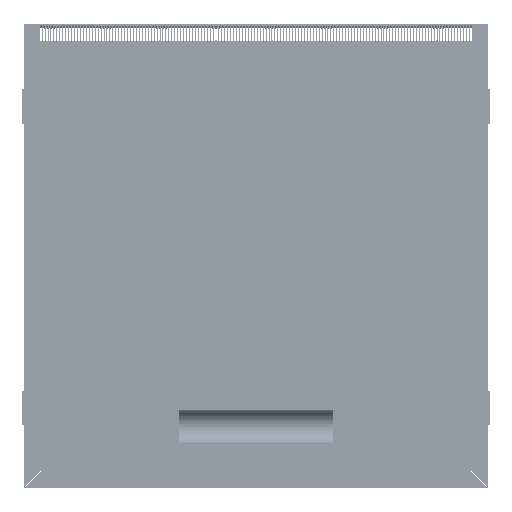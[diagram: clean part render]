
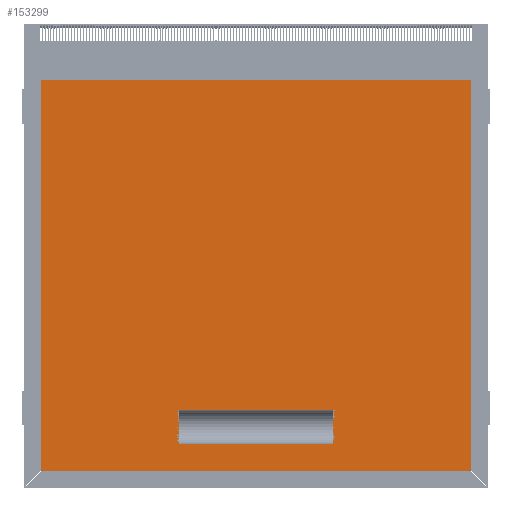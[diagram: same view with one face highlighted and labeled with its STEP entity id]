
A CAD part, top view. The second image highlights one B-rep face of the part: STEP entity #153299.
In plain terms, the highlighted planar face has unit normal (0, 0, 1).
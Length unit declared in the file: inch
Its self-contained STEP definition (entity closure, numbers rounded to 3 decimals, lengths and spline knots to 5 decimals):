
#7548 = LINE ( 'NONE', #176576, #122708 ) ;
#8174 = DIRECTION ( 'NONE',  ( -1., 0., 0. ) ) ;
#13410 = LINE ( 'NONE', #153200, #103507 ) ;
#13889 = ORIENTED_EDGE ( 'NONE', *, *, #176495, .T. ) ;
#16259 = CARTESIAN_POINT ( 'NONE',  ( 10.94488, -9.94094, 19.64567 ) ) ;
#20522 = CARTESIAN_POINT ( 'NONE',  ( 0., 0., 19.64567 ) ) ;
#23040 = LINE ( 'NONE', #67144, #180432 ) ;
#24992 = VECTOR ( 'NONE', #203158, 39.37008 ) ;
#26570 = CARTESIAN_POINT ( 'NONE',  ( 10.94488, 9.94094, 19.64567 ) ) ;
#31369 = LINE ( 'NONE', #165483, #196352 ) ;
#31645 = AXIS2_PLACEMENT_3D ( 'NONE', #20522, #179873, #67468 ) ;
#32020 = LINE ( 'NONE', #104611, #187020 ) ;
#32364 = CARTESIAN_POINT ( 'NONE',  ( -10.94488, -9.94094, 19.64567 ) ) ;
#35749 = DIRECTION ( 'NONE',  ( 0., 1., 0. ) ) ;
#40252 = LINE ( 'NONE', #16259, #77874 ) ;
#45194 = CARTESIAN_POINT ( 'NONE',  ( 3.93701, -6.86402, 19.64567 ) ) ;
#52283 = DIRECTION ( 'NONE',  ( 0., -1., 0. ) ) ;
#53411 = EDGE_CURVE ( 'NONE', #133642, #77985, #23040, .T. ) ;
#57452 = DIRECTION ( 'NONE',  ( 1., 0., 0. ) ) ;
#61350 = VERTEX_POINT ( 'NONE', #170961 ) ;
#65998 = ORIENTED_EDGE ( 'NONE', *, *, #166704, .T. ) ;
#67144 = CARTESIAN_POINT ( 'NONE',  ( 10.94488, -9.94094, 19.64567 ) ) ;
#67468 = DIRECTION ( 'NONE',  ( 1., 0., 0. ) ) ;
#71953 = EDGE_CURVE ( 'NONE', #122874, #133642, #31369, .T. ) ;
#77874 = VECTOR ( 'NONE', #35749, 39.37008 ) ;
#77985 = VERTEX_POINT ( 'NONE', #91293 ) ;
#88806 = EDGE_LOOP ( 'NONE', ( #170023, #176175, #151083, #13889 ) ) ;
#89199 = VERTEX_POINT ( 'NONE', #168182 ) ;
#91293 = CARTESIAN_POINT ( 'NONE',  ( 10.94488, -9.94094, 19.64567 ) ) ;
#97741 = ORIENTED_EDGE ( 'NONE', *, *, #71953, .T. ) ;
#99230 = DIRECTION ( 'NONE',  ( 1., 0., 0. ) ) ;
#101680 = ORIENTED_EDGE ( 'NONE', *, *, #53411, .T. ) ;
#103507 = VECTOR ( 'NONE', #57452, 39.37008 ) ;
#104499 = CARTESIAN_POINT ( 'NONE',  ( -3.93701, -8.59631, 19.64567 ) ) ;
#104611 = CARTESIAN_POINT ( 'NONE',  ( -3.93701, -8.59631, 19.64567 ) ) ;
#104931 = DIRECTION ( 'NONE',  ( -1., 0., 0. ) ) ;
#105296 = VERTEX_POINT ( 'NONE', #198518 ) ;
#109977 = ORIENTED_EDGE ( 'NONE', *, *, #128759, .T. ) ;
#115151 = LINE ( 'NONE', #45194, #24992 ) ;
#121575 = EDGE_CURVE ( 'NONE', #132917, #89199, #7548, .T. ) ;
#122708 = VECTOR ( 'NONE', #192614, 39.37008 ) ;
#122874 = VERTEX_POINT ( 'NONE', #189259 ) ;
#123224 = EDGE_LOOP ( 'NONE', ( #65998, #109977, #97741, #101680 ) ) ;
#124387 = VERTEX_POINT ( 'NONE', #205790 ) ;
#128759 = EDGE_CURVE ( 'NONE', #124387, #122874, #181150, .T. ) ;
#132917 = VERTEX_POINT ( 'NONE', #104499 ) ;
#133239 = FACE_BOUND ( 'NONE', #88806, .T. ) ;
#133642 = VERTEX_POINT ( 'NONE', #32364 ) ;
#137412 = EDGE_CURVE ( 'NONE', #61350, #105296, #115151, .T. ) ;
#151083 = ORIENTED_EDGE ( 'NONE', *, *, #121575, .T. ) ;
#153200 = CARTESIAN_POINT ( 'NONE',  ( -3.93701, -6.86402, 19.64567 ) ) ;
#153299 = ADVANCED_FACE ( 'NONE', ( #133239, #185439 ), #196588, .T. ) ;
#163314 = EDGE_CURVE ( 'NONE', #105296, #132917, #32020, .T. ) ;
#165483 = CARTESIAN_POINT ( 'NONE',  ( -10.94488, -9.94094, 19.64567 ) ) ;
#166704 = EDGE_CURVE ( 'NONE', #77985, #124387, #40252, .T. ) ;
#168182 = CARTESIAN_POINT ( 'NONE',  ( -3.93701, -6.86402, 19.64567 ) ) ;
#170023 = ORIENTED_EDGE ( 'NONE', *, *, #137412, .T. ) ;
#170961 = CARTESIAN_POINT ( 'NONE',  ( 3.93701, -6.86402, 19.64567 ) ) ;
#176175 = ORIENTED_EDGE ( 'NONE', *, *, #163314, .T. ) ;
#176495 = EDGE_CURVE ( 'NONE', #89199, #61350, #13410, .T. ) ;
#176576 = CARTESIAN_POINT ( 'NONE',  ( -3.93701, -6.86402, 19.64567 ) ) ;
#179873 = DIRECTION ( 'NONE',  ( 0., 0., 1. ) ) ;
#180432 = VECTOR ( 'NONE', #99230, 39.37008 ) ;
#181150 = LINE ( 'NONE', #26570, #201148 ) ;
#185439 = FACE_OUTER_BOUND ( 'NONE', #123224, .T. ) ;
#187020 = VECTOR ( 'NONE', #8174, 39.37008 ) ;
#189259 = CARTESIAN_POINT ( 'NONE',  ( -10.94488, 9.94094, 19.64567 ) ) ;
#192614 = DIRECTION ( 'NONE',  ( 0., 1., 0. ) ) ;
#196352 = VECTOR ( 'NONE', #52283, 39.37008 ) ;
#196588 = PLANE ( 'NONE',  #31645 ) ;
#198518 = CARTESIAN_POINT ( 'NONE',  ( 3.93701, -8.59631, 19.64567 ) ) ;
#201148 = VECTOR ( 'NONE', #104931, 39.37008 ) ;
#203158 = DIRECTION ( 'NONE',  ( 0., -1., 0. ) ) ;
#205790 = CARTESIAN_POINT ( 'NONE',  ( 10.94488, 9.94094, 19.64567 ) ) ;
